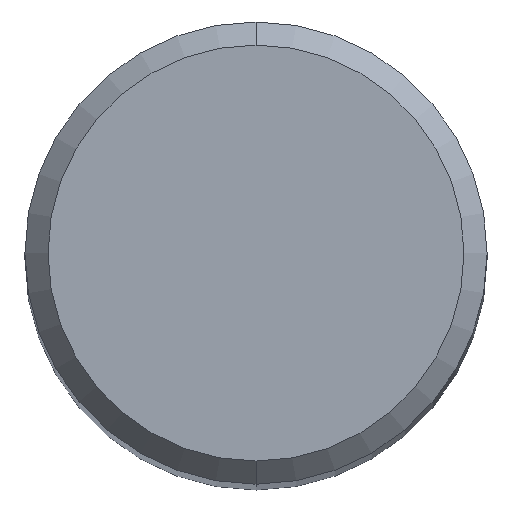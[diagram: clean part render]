
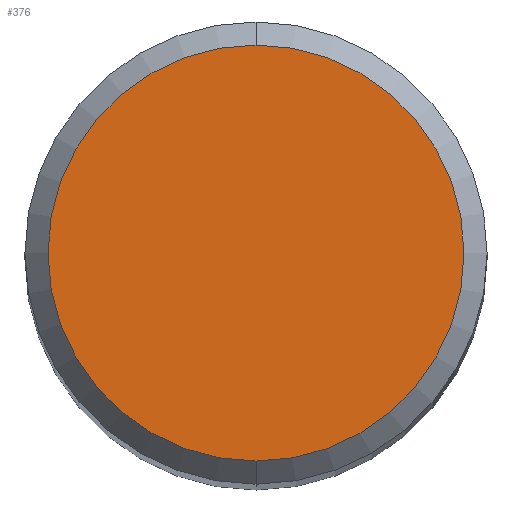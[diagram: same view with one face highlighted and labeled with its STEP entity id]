
A CAD part, top view. The second image highlights one B-rep face of the part: STEP entity #376.
In plain terms, the highlighted planar face has unit normal (0, 0, 1).
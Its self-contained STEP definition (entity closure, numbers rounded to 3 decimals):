
#176=EDGE_CURVE('',#368,#426,#477,.T.);
#254=EDGE_CURVE('',#426,#368,#565,.T.);
#368=VERTEX_POINT('',#690);
#376=ADVANCED_FACE('',(#698),#699,.T.);
#426=VERTEX_POINT('',#754);
#477=CIRCLE('',#807,3.6);
#565=CIRCLE('',#959,3.6);
#690=CARTESIAN_POINT('',(0.,-3.6,0.0));
#698=FACE_OUTER_BOUND('',#1269,.T.);
#699=PLANE('',#1270);
#754=CARTESIAN_POINT('',(0.0,3.6,0.0));
#807=AXIS2_PLACEMENT_3D('',#1432,#1433,#1434);
#959=AXIS2_PLACEMENT_3D('',#1523,#1524,#1525);
#1269=EDGE_LOOP('',(#1671,#1672));
#1270=AXIS2_PLACEMENT_3D('',#1673,#1674,#1675);
#1432=CARTESIAN_POINT('',(0.0,0.0,0.0));
#1433=DIRECTION('',(0.0,0.0,-1.0));
#1434=DIRECTION('',(0.0,1.0,0.0));
#1523=CARTESIAN_POINT('',(0.0,0.0,0.0));
#1524=DIRECTION('',(0.0,0.0,-1.0));
#1525=DIRECTION('',(0.0,1.0,0.0));
#1671=ORIENTED_EDGE('',*,*,#254,.F.);
#1672=ORIENTED_EDGE('',*,*,#176,.F.);
#1673=CARTESIAN_POINT('',(0.0,1.8,0.0));
#1674=DIRECTION('',(-0.0,0.0,1.0));
#1675=DIRECTION('',(0.0,-1.0,0.0));
